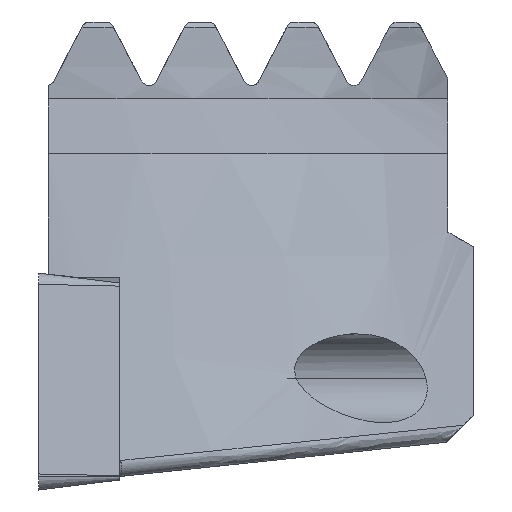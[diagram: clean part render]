
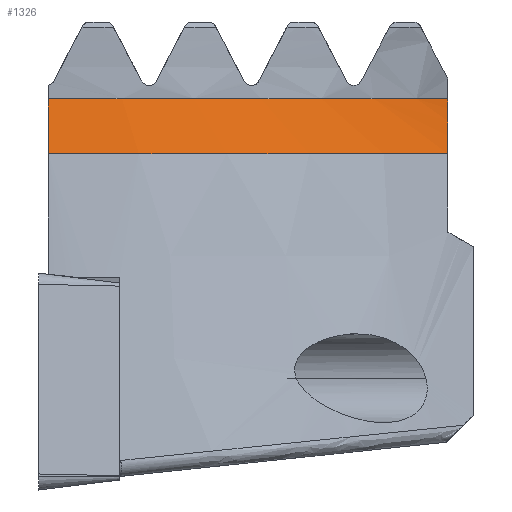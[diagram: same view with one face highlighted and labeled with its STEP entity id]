
A CAD part, left-side view. The second image highlights one B-rep face of the part: STEP entity #1326.
In plain terms, the highlighted conical face has half-angle 60 degrees and reference radius 25 mm.
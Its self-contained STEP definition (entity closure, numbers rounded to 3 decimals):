
#1200=VERTEX_POINT('NONE',#3511);
#1326=ADVANCED_FACE('NONE',(#3651),#3652,.T.);
#2098=VERTEX_POINT('NONE',#4499);
#2406=EDGE_CURVE('NONE',#1200,#2976,#4837,.F.);
#2416=EDGE_CURVE('NONE',#2098,#2976,#4848,.T.);
#2528=EDGE_CURVE('NONE',#2690,#1200,#4969,.T.);
#2690=VERTEX_POINT('NONE',#5146);
#2976=VERTEX_POINT('NONE',#5458);
#3092=EDGE_CURVE('NONE',#2098,#2690,#5586,.T.);
#3511=CARTESIAN_POINT('',(3.928,-0.56,19.683));
#3651=FACE_OUTER_BOUND('',#6379,.T.);
#3652=CONICAL_SURFACE('',#6380,25.0,1.047);
#4499=CARTESIAN_POINT('',(25.971,-23.96,22.9));
#4837=(B_SPLINE_CURVE(2,(#9265,#9266,#9267),.UNSPECIFIED.,.F.,.F.)B_SPLINE_CURVE_WITH_KNOTS((3,3),(2.902,9.3),.UNSPECIFIED.)RATIONAL_B_SPLINE_CURVE((1.006,1.011,1.005))BOUNDED_CURVE()REPRESENTATION_ITEM('')GEOMETRIC_REPRESENTATION_ITEM()CURVE());
#4848=CIRCLE('',#9287,25.0);
#4969=CIRCLE('',#10532,30.572);
#5146=CARTESIAN_POINT('',(14.944,-23.96,19.683));
#5458=CARTESIAN_POINT('',(9.5,-0.56,22.9));
#5586=(B_SPLINE_CURVE(2,(#12099,#12100,#12101),.UNSPECIFIED.,.F.,.F.)B_SPLINE_CURVE_WITH_KNOTS((3,3),(33.606,44.341),.UNSPECIFIED.)RATIONAL_B_SPLINE_CURVE((1.16,1.121,1.04))BOUNDED_CURVE()REPRESENTATION_ITEM('')GEOMETRIC_REPRESENTATION_ITEM()CURVE());
#6379=EDGE_LOOP('',(#13421,#13422,#13423,#13424));
#6380=AXIS2_PLACEMENT_3D('',#13425,#13426,#13427);
#9265=CARTESIAN_POINT('',(9.5,-0.56,22.9));
#9266=CARTESIAN_POINT('',(6.993,-0.56,21.453));
#9267=CARTESIAN_POINT('',(3.928,-0.56,19.683));
#9287=AXIS2_PLACEMENT_3D('',#14739,#14740,#14741);
#10532=AXIS2_PLACEMENT_3D('',#14850,#14851,#14852);
#12099=CARTESIAN_POINT('',(25.971,-23.96,22.9));
#12100=CARTESIAN_POINT('',(21.01,-23.96,21.923));
#12101=CARTESIAN_POINT('',(14.944,-23.96,19.683));
#13421=ORIENTED_EDGE('',*,*,#3092,.F.);
#13422=ORIENTED_EDGE('',*,*,#2416,.T.);
#13423=ORIENTED_EDGE('',*,*,#2406,.F.);
#13424=ORIENTED_EDGE('',*,*,#2528,.F.);
#13425=CARTESIAN_POINT('',(34.5,-0.46,22.9));
#13426=DIRECTION('',(0.,0.,-1.0));
#13427=DIRECTION('',(0.,1.0,0.));
#14739=CARTESIAN_POINT('',(34.5,-0.46,22.9));
#14740=DIRECTION('',(0.,0.,-1.0));
#14741=DIRECTION('',(0.,1.0,0.));
#14850=CARTESIAN_POINT('',(34.5,-0.46,19.683));
#14851=DIRECTION('',(0.,0.,-1.0));
#14852=DIRECTION('',(0.,1.0,0.));
